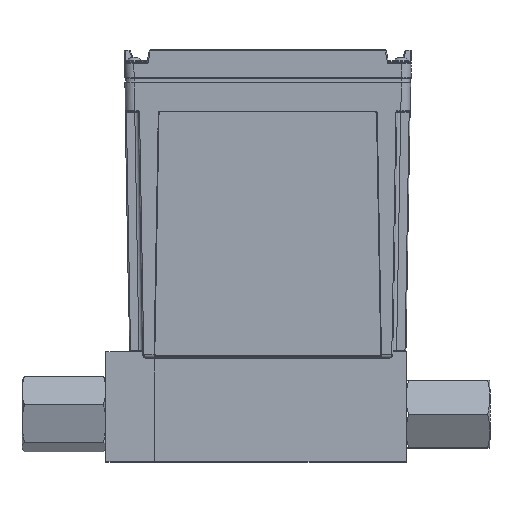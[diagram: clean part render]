
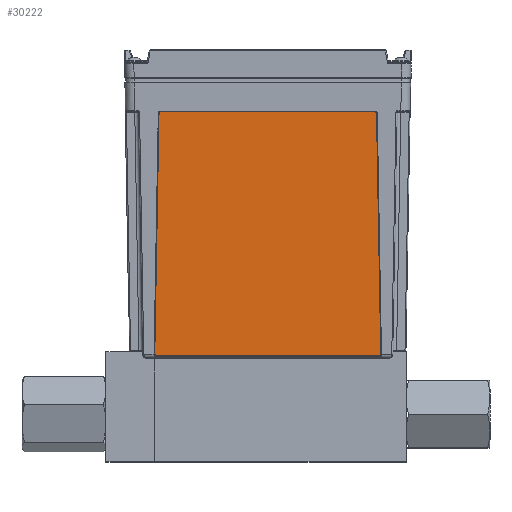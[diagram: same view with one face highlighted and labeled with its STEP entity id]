
A CAD part, top view. The second image highlights one B-rep face of the part: STEP entity #30222.
In plain terms, the highlighted planar face has unit normal (0, -0.018, 1).
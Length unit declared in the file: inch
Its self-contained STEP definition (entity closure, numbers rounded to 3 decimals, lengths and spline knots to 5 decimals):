
#1694 = CIRCLE ( 'NONE', #1823, 0.02 ) ;
#1823 = AXIS2_PLACEMENT_3D ( 'NONE', #19976, #19977, #19981 ) ;
#3289 = ORIENTED_EDGE ( 'NONE', *, *, #37690, .T. ) ;
#3307 = ORIENTED_EDGE ( 'NONE', *, *, #36847, .T. ) ;
#3450 = ORIENTED_EDGE ( 'NONE', *, *, #37708, .T. ) ;
#3646 = ORIENTED_EDGE ( 'NONE', *, *, #37246, .T. ) ;
#5685 = CARTESIAN_POINT ( 'NONE',  ( -2.67685, 4.63895, 1.02987 ) ) ;
#5689 = CARTESIAN_POINT ( 'NONE',  ( -2.76314, 0.82988, 0.96339 ) ) ;
#5693 = CARTESIAN_POINT ( 'NONE',  ( -2.74315, 0.80953, 0.96303 ) ) ;
#5713 = CARTESIAN_POINT ( 'NONE',  ( 0.79014, 0.82988, 0.96339 ) ) ;
#5727 = CARTESIAN_POINT ( 'NONE',  ( 0.77015, 0.80953, 0.96303 ) ) ;
#5735 = CARTESIAN_POINT ( 'NONE',  ( -2.69684, 4.6193, 1.02953 ) ) ;
#5752 = CARTESIAN_POINT ( 'NONE',  ( 0.70385, 4.63895, 1.02987 ) ) ;
#12001 = DIRECTION ( 'NONE',  ( -0.017, 1., 0.017 ) ) ;
#12003 = CARTESIAN_POINT ( 'NONE',  ( 0.7905, 0.80953, 0.96303 ) ) ;
#12004 = LINE ( 'NONE', #12003, #39928 ) ;
#12011 = DIRECTION ( 'NONE',  ( -0.017, -1., -0.017 ) ) ;
#12012 = CARTESIAN_POINT ( 'NONE',  ( -2.6965, 4.63895, 1.02987 ) ) ;
#12014 = LINE ( 'NONE', #12012, #39921 ) ;
#12452 = DIRECTION ( 'NONE',  ( -1., 0., 0. ) ) ;
#12453 = CARTESIAN_POINT ( 'NONE',  ( 0.7235, 4.63895, 1.02987 ) ) ;
#12458 = LINE ( 'NONE', #12453, #21380 ) ;
#14357 = EDGE_LOOP ( 'NONE', ( #18569, #18593, #18637, #3646, #18624, #3450, #3307, #3289 ) ) ;
#15642 = VERTEX_POINT ( 'NONE', #5685 ) ;
#15647 = VERTEX_POINT ( 'NONE', #5689 ) ;
#15652 = VERTEX_POINT ( 'NONE', #5693 ) ;
#15675 = VERTEX_POINT ( 'NONE', #5713 ) ;
#15687 = VERTEX_POINT ( 'NONE', #5727 ) ;
#15695 = VERTEX_POINT ( 'NONE', #5735 ) ;
#15713 = VERTEX_POINT ( 'NONE', #5752 ) ;
#15757 = VERTEX_POINT ( 'NONE', #38767 ) ;
#16865 = CIRCLE ( 'NONE', #16866, 0.02 ) ;
#16866 = AXIS2_PLACEMENT_3D ( 'NONE', #39258, #39259, #39260 ) ;
#18569 = ORIENTED_EDGE ( 'NONE', *, *, #37638, .T. ) ;
#18593 = ORIENTED_EDGE ( 'NONE', *, *, #37203, .T. ) ;
#18624 = ORIENTED_EDGE ( 'NONE', *, *, #37119, .T. ) ;
#18637 = ORIENTED_EDGE ( 'NONE', *, *, #36849, .T. ) ;
#19976 = CARTESIAN_POINT ( 'NONE',  ( -2.74315, 0.82953, 0.96338 ) ) ;
#19977 = DIRECTION ( 'NONE',  ( 0., -0.017, 1. ) ) ;
#19981 = DIRECTION ( 'NONE',  ( 1., 0., 0. ) ) ;
#20108 = DIRECTION ( 'NONE',  ( 1., 0., 0. ) ) ;
#20307 = LINE ( 'NONE', #20308, #22536 ) ;
#20308 = CARTESIAN_POINT ( 'NONE',  ( -2.7635, 0.80953, 0.96303 ) ) ;
#21380 = VECTOR ( 'NONE', #12452, 39.37008 ) ;
#21494 = CIRCLE ( 'NONE', #21496, 0.02 ) ;
#21496 = AXIS2_PLACEMENT_3D ( 'NONE', #22868, #22870, #22872 ) ;
#21569 = CIRCLE ( 'NONE', #21571, 0.02 ) ;
#21571 = AXIS2_PLACEMENT_3D ( 'NONE', #23250, #23252, #23253 ) ;
#22536 = VECTOR ( 'NONE', #20108, 39.37008 ) ;
#22868 = CARTESIAN_POINT ( 'NONE',  ( 0.77015, 0.82953, 0.96338 ) ) ;
#22870 = DIRECTION ( 'NONE',  ( 0., -0.017, 1. ) ) ;
#22872 = DIRECTION ( 'NONE',  ( 1., 0., 0. ) ) ;
#23250 = CARTESIAN_POINT ( 'NONE',  ( 0.70385, 4.61895, 1.02953 ) ) ;
#23252 = DIRECTION ( 'NONE',  ( 0., -0.017, 1. ) ) ;
#23253 = DIRECTION ( 'NONE',  ( 1., 0., 0. ) ) ;
#23842 = AXIS2_PLACEMENT_3D ( 'NONE', #24466, #24467, #24468 ) ;
#24453 = FACE_OUTER_BOUND ( 'NONE', #14357, .T. ) ;
#24465 = PLANE ( 'NONE',  #23842 ) ;
#24466 = CARTESIAN_POINT ( 'NONE',  ( -0.9865, 4.63895, 1.02987 ) ) ;
#24467 = DIRECTION ( 'NONE',  ( 0., -0.017, 1. ) ) ;
#24468 = DIRECTION ( 'NONE',  ( 1., 0., 0. ) ) ;
#30222 = ADVANCED_FACE ( 'NONE', ( #24453 ), #24465, .T. ) ;
#36847 = EDGE_CURVE ( 'NONE', #15695, #15647, #12014, .T. ) ;
#36849 = EDGE_CURVE ( 'NONE', #15675, #15757, #12004, .T. ) ;
#37119 = EDGE_CURVE ( 'NONE', #15713, #15642, #12458, .T. ) ;
#37203 = EDGE_CURVE ( 'NONE', #15687, #15675, #21494, .T. ) ;
#37246 = EDGE_CURVE ( 'NONE', #15757, #15713, #21569, .T. ) ;
#37638 = EDGE_CURVE ( 'NONE', #15652, #15687, #20307, .T. ) ;
#37690 = EDGE_CURVE ( 'NONE', #15647, #15652, #1694, .T. ) ;
#37708 = EDGE_CURVE ( 'NONE', #15642, #15695, #16865, .T. ) ;
#38767 = CARTESIAN_POINT ( 'NONE',  ( 0.72384, 4.6193, 1.02953 ) ) ;
#39258 = CARTESIAN_POINT ( 'NONE',  ( -2.67685, 4.61895, 1.02953 ) ) ;
#39259 = DIRECTION ( 'NONE',  ( 0., -0.017, 1. ) ) ;
#39260 = DIRECTION ( 'NONE',  ( 1., 0., 0. ) ) ;
#39921 = VECTOR ( 'NONE', #12011, 39.37008 ) ;
#39928 = VECTOR ( 'NONE', #12001, 39.37008 ) ;
